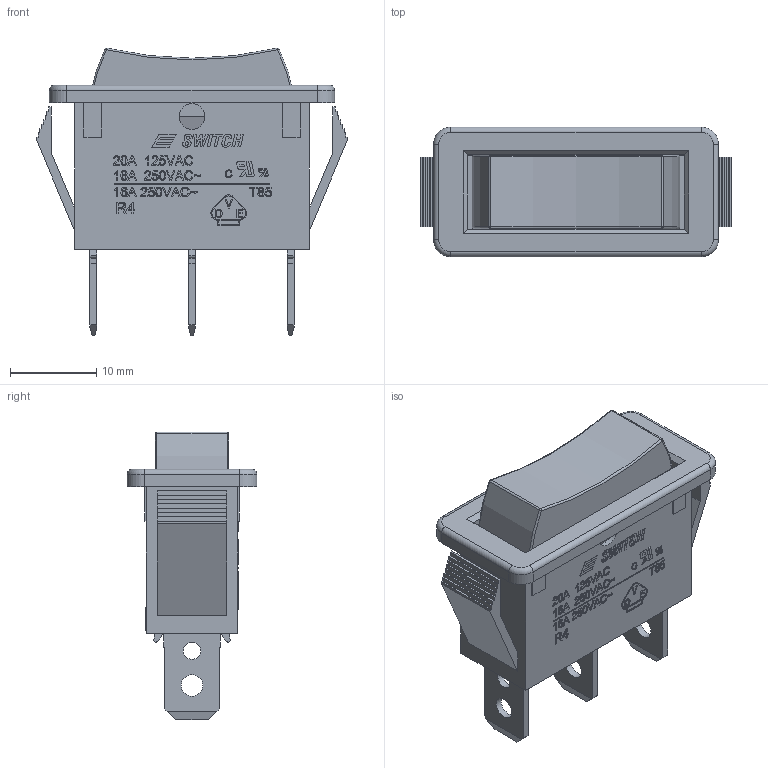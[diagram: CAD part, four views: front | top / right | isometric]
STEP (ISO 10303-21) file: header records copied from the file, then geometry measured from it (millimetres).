
FILE_DESCRIPTION((' '),'2;1');
FILE_NAME('R4AxxxxxxEF0.stp','2017-07-20T15:32:42',(' '),(' '),' ','ACIS',' ');
FILE_SCHEMA(('CONFIG_CONTROL_DESIGN'));
Length unit declared in the file: inch
Products named in the file (1): R4AxxxxxxEF0.stp
Bounding box: 36 x 15 x 33.31 mm (x, y, z)
Volume: 3167.6 mm3; surface area: 6465.1 mm2
Topology: 1 solids, 1 shells, 1020 faces, 2721 edges, 1795 vertices
Faces by surface type: plane 641, bspline 299, cylinder 64, torus 10, sphere 4, cone 2
Full cylindrical faces by diameter (mm): 2 x4, 2.5 x3, 3 x4, 3.4 x1
Entity records: 33003 total; most frequent: CARTESIAN_POINT 9433, ORIENTED_EDGE 5414, DIRECTION 3702, EDGE_CURVE 2707, VECTOR 1942, LINE 1942, VERTEX_POINT 1793, EDGE_LOOP 1138
